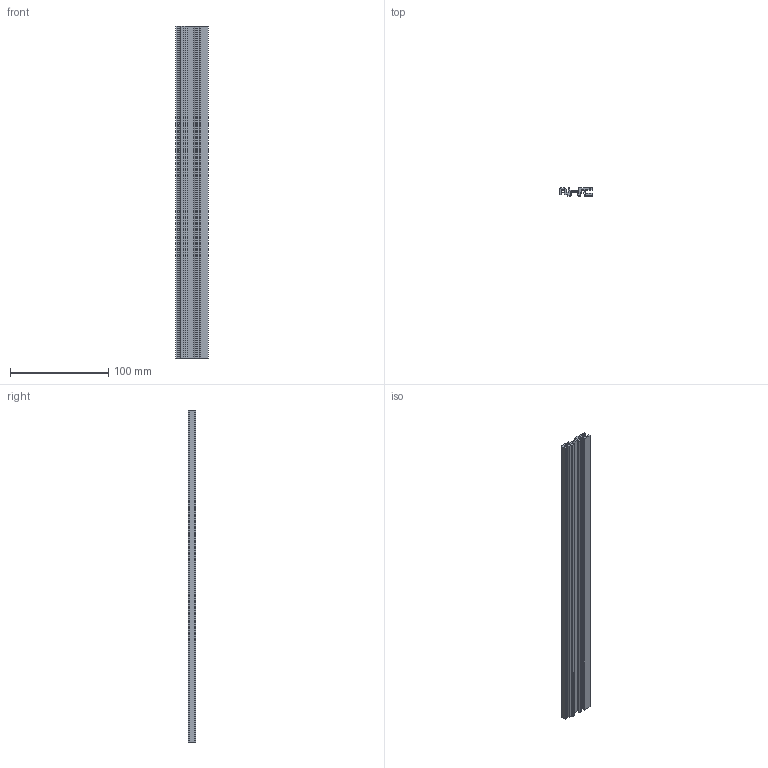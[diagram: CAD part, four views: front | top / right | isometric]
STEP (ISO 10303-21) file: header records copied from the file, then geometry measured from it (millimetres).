
FILE_DESCRIPTION(('FreeCAD Model'),'2;1');
FILE_NAME('box1.step','2016-03-12T17:19:24',( 'Author'),(''),'Open CASCADE STEP processor 6.7','FreeCAD','Unknown' );
FILE_SCHEMA(('AUTOMOTIVE_DESIGN_CC2 { 1 2 10303 214 -1 1 5 4 }'));
Length unit declared in the file: millimetre
Products named in the file (2): ASSEMBLY; Open_CASCADE_STEP_translator_6.8_1
Assembly tree (1 placements, depth 2):
  ASSEMBLY
    Open_CASCADE_STEP_translator_6.8_1
Bounding box: 33.5 x 8 x 337.8 mm (x, y, z)
Volume: 43588.1 mm3; surface area: 50158.5 mm2
Topology: 1 solids, 1 shells, 57 faces, 165 edges, 110 vertices
Faces by surface type: plane 52, cylinder 5
Entity records: 4497 total; most frequent: CARTESIAN_POINT 1198, DIRECTION 591, LINE 449, VECTOR 449, ORIENTED_EDGE 330, PCURVE 330, DEFINITIONAL_REPRESENTATION 330, EDGE_CURVE 165
